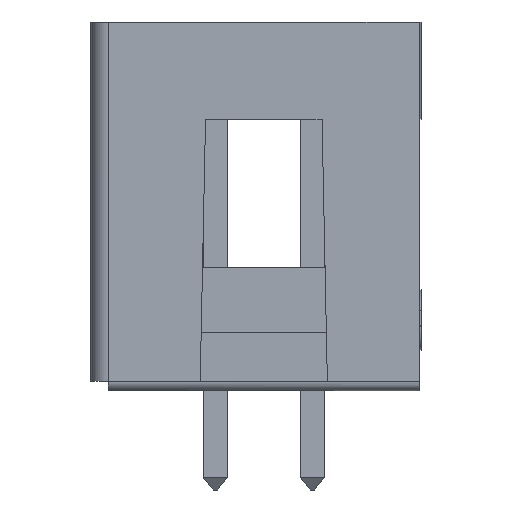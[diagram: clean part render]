
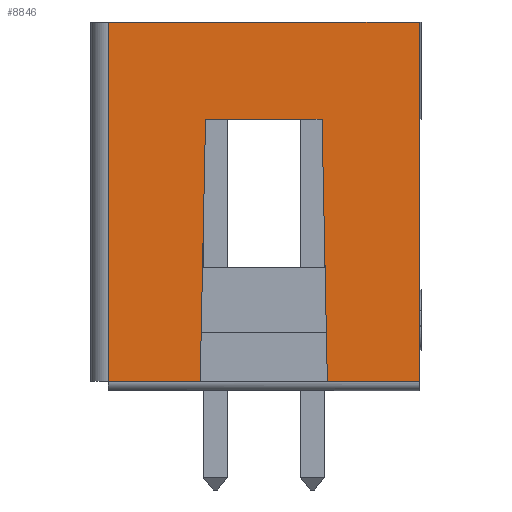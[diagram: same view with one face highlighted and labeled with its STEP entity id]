
A CAD part, left-side view. The second image highlights one B-rep face of the part: STEP entity #8846.
In plain terms, the highlighted planar face has unit normal (-1, 0, 0).
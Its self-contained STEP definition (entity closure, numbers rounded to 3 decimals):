
#8027=CARTESIAN_POINT('',(-10.008,1.664,0.254));
#8028=VERTEX_POINT('',#8027);
#8029=CARTESIAN_POINT('',(-10.008,1.524,7.112));
#8030=VERTEX_POINT('',#8029);
#8031=CARTESIAN_POINT('',(-10.008,1.664,0.254));
#8032=CARTESIAN_POINT('',(-10.008,1.617,2.54));
#8033=CARTESIAN_POINT('',(-10.008,1.571,4.826));
#8034=CARTESIAN_POINT('',(-10.008,1.524,7.112));
#8035=QUASI_UNIFORM_CURVE('',3,(#8031,#8032,#8033,#8034),.UNSPECIFIED.,.F.,.U.);
#8036=EDGE_CURVE('',#8028,#8030,#8035,.T.);
#8066=CARTESIAN_POINT('',(-10.008,-1.524,7.112));
#8067=VERTEX_POINT('',#8066);
#8075=CARTESIAN_POINT('',(-10.008,1.524,7.112));
#8076=CARTESIAN_POINT('',(-10.008,0.508,7.112));
#8077=CARTESIAN_POINT('',(-10.008,-0.508,7.112));
#8078=CARTESIAN_POINT('',(-10.008,-1.524,7.112));
#8079=QUASI_UNIFORM_CURVE('',3,(#8075,#8076,#8077,#8078),.UNSPECIFIED.,.F.,.U.);
#8080=EDGE_CURVE('',#8030,#8067,#8079,.T.);
#8094=CARTESIAN_POINT('',(-10.008,-1.664,0.254));
#8095=VERTEX_POINT('',#8094);
#8103=CARTESIAN_POINT('',(-10.008,-1.524,7.112));
#8104=CARTESIAN_POINT('',(-10.008,-1.571,4.826));
#8105=CARTESIAN_POINT('',(-10.008,-1.617,2.54));
#8106=CARTESIAN_POINT('',(-10.008,-1.664,0.254));
#8107=QUASI_UNIFORM_CURVE('',3,(#8103,#8104,#8105,#8106),.UNSPECIFIED.,.F.,.U.);
#8108=EDGE_CURVE('',#8067,#8095,#8107,.T.);
#8123=CARTESIAN_POINT('',(-10.008,4.064,9.652));
#8124=VERTEX_POINT('',#8123);
#8125=CARTESIAN_POINT('',(-10.008,4.064,0.254));
#8126=VERTEX_POINT('',#8125);
#8127=CARTESIAN_POINT('',(-10.008,4.064,9.652));
#8128=CARTESIAN_POINT('',(-10.008,4.064,6.519));
#8129=CARTESIAN_POINT('',(-10.008,4.064,3.387));
#8130=CARTESIAN_POINT('',(-10.008,4.064,0.254));
#8131=QUASI_UNIFORM_CURVE('',3,(#8127,#8128,#8129,#8130),.UNSPECIFIED.,.F.,.U.);
#8132=EDGE_CURVE('',#8124,#8126,#8131,.T.);
#8434=CARTESIAN_POINT('',(-10.008,-4.064,0.254));
#8435=VERTEX_POINT('',#8434);
#8443=CARTESIAN_POINT('',(-10.008,-1.664,0.254));
#8444=CARTESIAN_POINT('',(-10.008,-2.464,0.254));
#8445=CARTESIAN_POINT('',(-10.008,-3.264,0.254));
#8446=CARTESIAN_POINT('',(-10.008,-4.064,0.254));
#8447=QUASI_UNIFORM_CURVE('',3,(#8443,#8444,#8445,#8446),.UNSPECIFIED.,.F.,.U.);
#8448=EDGE_CURVE('',#8095,#8435,#8447,.T.);
#8453=CARTESIAN_POINT('',(-10.008,4.064,0.254));
#8454=CARTESIAN_POINT('',(-10.008,3.264,0.254));
#8455=CARTESIAN_POINT('',(-10.008,2.464,0.254));
#8456=CARTESIAN_POINT('',(-10.008,1.664,0.254));
#8457=QUASI_UNIFORM_CURVE('',3,(#8453,#8454,#8455,#8456),.UNSPECIFIED.,.F.,.U.);
#8458=EDGE_CURVE('',#8126,#8028,#8457,.T.);
#8803=CARTESIAN_POINT('',(-10.008,-4.064,9.652));
#8804=VERTEX_POINT('',#8803);
#8805=CARTESIAN_POINT('',(-10.008,-4.064,9.652));
#8806=CARTESIAN_POINT('',(-10.008,-1.355,9.652));
#8807=CARTESIAN_POINT('',(-10.008,1.355,9.652));
#8808=CARTESIAN_POINT('',(-10.008,4.064,9.652));
#8809=QUASI_UNIFORM_CURVE('',3,(#8805,#8806,#8807,#8808),.UNSPECIFIED.,.F.,.U.);
#8810=EDGE_CURVE('',#8804,#8124,#8809,.T.);
#8825=CARTESIAN_POINT('',(-10.008,4.47,-0.216));
#8826=DIRECTION('',(-1.0,0.0,0.0));
#8827=DIRECTION('',(0.0,0.0,-1.0));
#8828=AXIS2_PLACEMENT_3D('',#8825,#8826,#8827);
#8829=PLANE('',#8828);
#8830=ORIENTED_EDGE('',*,*,#8132,.T.);
#8831=ORIENTED_EDGE('',*,*,#8458,.T.);
#8832=ORIENTED_EDGE('',*,*,#8036,.T.);
#8833=ORIENTED_EDGE('',*,*,#8080,.T.);
#8834=ORIENTED_EDGE('',*,*,#8108,.T.);
#8835=ORIENTED_EDGE('',*,*,#8448,.T.);
#8836=CARTESIAN_POINT('',(-10.008,-4.064,9.652));
#8837=CARTESIAN_POINT('',(-10.008,-4.064,6.519));
#8838=CARTESIAN_POINT('',(-10.008,-4.064,3.387));
#8839=CARTESIAN_POINT('',(-10.008,-4.064,0.254));
#8840=QUASI_UNIFORM_CURVE('',3,(#8836,#8837,#8838,#8839),.UNSPECIFIED.,.F.,.U.);
#8841=EDGE_CURVE('',#8804,#8435,#8840,.T.);
#8842=ORIENTED_EDGE('',*,*,#8841,.F.);
#8843=ORIENTED_EDGE('',*,*,#8810,.T.);
#8844=EDGE_LOOP('',(#8830,#8831,#8832,#8833,#8834,#8835,#8842,#8843));
#8845=FACE_OUTER_BOUND('',#8844,.T.);
#8846=ADVANCED_FACE('',(#8845),#8829,.T.);
